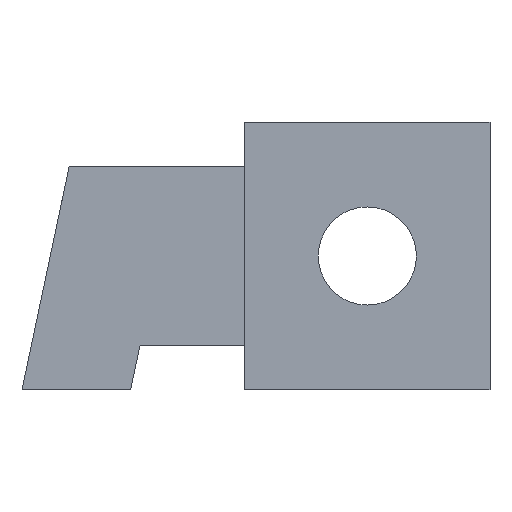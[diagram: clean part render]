
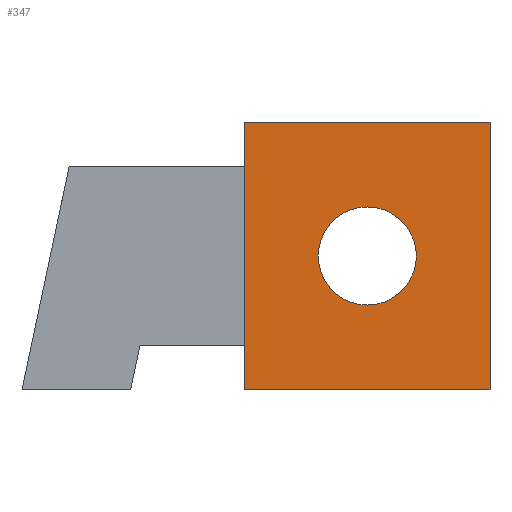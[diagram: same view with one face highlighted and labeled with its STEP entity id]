
A CAD part, front view. The second image highlights one B-rep face of the part: STEP entity #347.
In plain terms, the highlighted planar face has unit normal (0, -1, 0).
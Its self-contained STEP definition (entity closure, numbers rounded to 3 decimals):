
#16=FACE_BOUND('',#41,.T.);
#20=CIRCLE('',#389,2.2);
#22=FACE_OUTER_BOUND('',#40,.T.);
#40=EDGE_LOOP('',(#234,#235,#236,#237));
#41=EDGE_LOOP('',(#238));
#62=LINE('',#500,#108);
#63=LINE('',#502,#109);
#64=LINE('',#504,#110);
#65=LINE('',#505,#111);
#108=VECTOR('',#412,10.);
#109=VECTOR('',#413,10.);
#110=VECTOR('',#414,10.);
#111=VECTOR('',#415,10.);
#154=VERTEX_POINT('',#498);
#155=VERTEX_POINT('',#499);
#156=VERTEX_POINT('',#501);
#157=VERTEX_POINT('',#503);
#158=VERTEX_POINT('',#506);
#186=EDGE_CURVE('',#154,#155,#62,.T.);
#187=EDGE_CURVE('',#155,#156,#63,.T.);
#188=EDGE_CURVE('',#156,#157,#64,.T.);
#189=EDGE_CURVE('',#157,#154,#65,.T.);
#190=EDGE_CURVE('',#158,#158,#20,.T.);
#234=ORIENTED_EDGE('',*,*,#186,.T.);
#235=ORIENTED_EDGE('',*,*,#187,.T.);
#236=ORIENTED_EDGE('',*,*,#188,.T.);
#237=ORIENTED_EDGE('',*,*,#189,.T.);
#238=ORIENTED_EDGE('',*,*,#190,.T.);
#330=PLANE('',#388);
#347=ADVANCED_FACE('',(#22,#16),#330,.T.);
#388=AXIS2_PLACEMENT_3D('',#497,#410,#411);
#389=AXIS2_PLACEMENT_3D('',#507,#416,#417);
#410=DIRECTION('center_axis',(0.,-1.,0.));
#411=DIRECTION('ref_axis',(0.,0.,-1.));
#412=DIRECTION('',(0.,0.,-1.));
#413=DIRECTION('',(1.,0.,0.));
#414=DIRECTION('',(0.,0.,1.));
#415=DIRECTION('',(-1.,0.,0.));
#416=DIRECTION('center_axis',(0.,1.,0.));
#417=DIRECTION('ref_axis',(-1.,0.,0.));
#497=CARTESIAN_POINT('Origin',(8.5,-8.8,-4.));
#498=CARTESIAN_POINT('',(3.,-8.8,2.));
#499=CARTESIAN_POINT('',(3.,-8.8,-10.));
#500=CARTESIAN_POINT('',(3.,-8.8,2.));
#501=CARTESIAN_POINT('',(14.,-8.8,-10.));
#502=CARTESIAN_POINT('',(3.,-8.8,-10.));
#503=CARTESIAN_POINT('',(14.,-8.8,2.));
#504=CARTESIAN_POINT('',(14.,-8.8,-10.));
#505=CARTESIAN_POINT('',(14.,-8.8,2.));
#506=CARTESIAN_POINT('',(6.3,-8.8,-4.));
#507=CARTESIAN_POINT('Origin',(8.5,-8.8,-4.));
